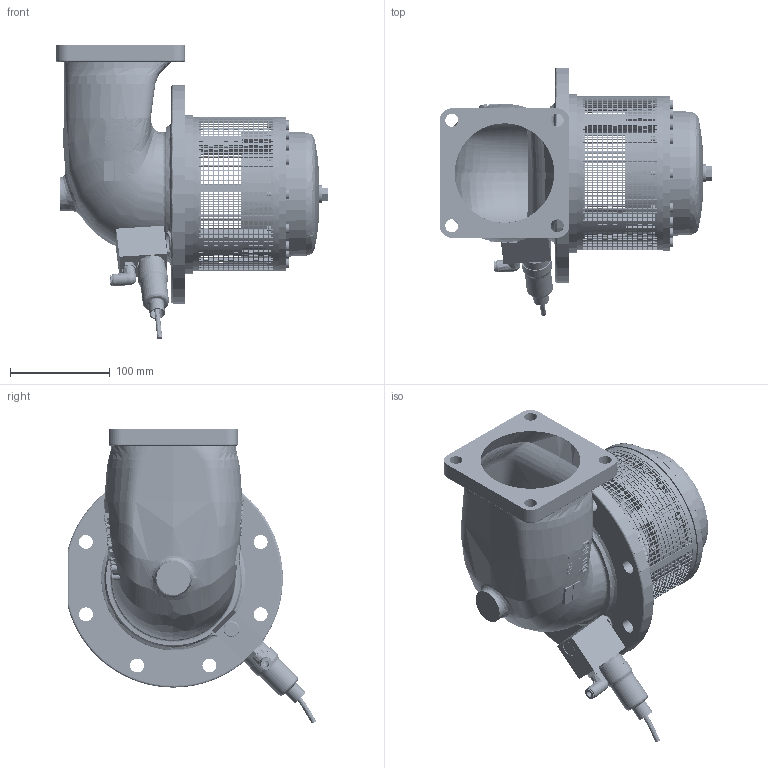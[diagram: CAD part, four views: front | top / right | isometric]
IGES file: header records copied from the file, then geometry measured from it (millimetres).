
Start section: SolidWorks IGES file using analytic representation for surfaces
Global section: file name: BO100-F2-SPD_252402.IGS; native system: SolidWorks 2010; preprocessor: SolidWorks 2010; author: LarsenR; date: 140402.091551; units: millimetre
Bounding box: 273.7 x 249.41 x 295.68 mm (x, y, z)
Surface area: 426415.9 mm2 (no closed solid volume)
Topology: 0 solids, 0 shells, 5854 faces, 54721 edges, 54704 vertices
Faces by surface type: bspline 5595, revolution 259
